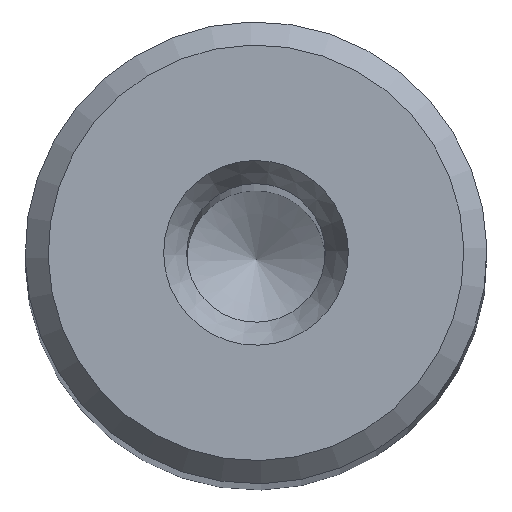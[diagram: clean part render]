
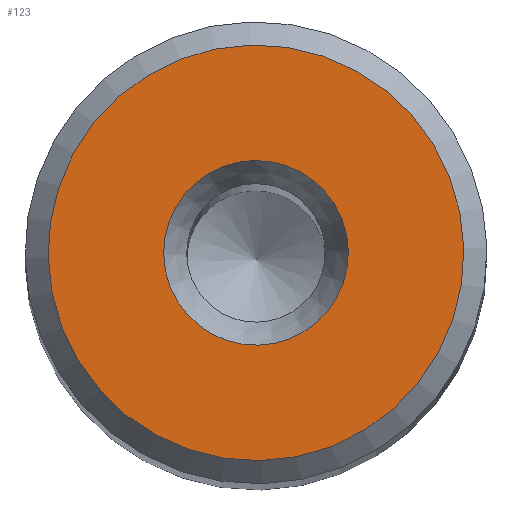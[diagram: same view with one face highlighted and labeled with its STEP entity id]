
A CAD part, top view. The second image highlights one B-rep face of the part: STEP entity #123.
In plain terms, the highlighted planar face has unit normal (0, 0, 1).
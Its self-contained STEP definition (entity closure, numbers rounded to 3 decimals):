
#100=PLANE('',#454);
#123=ADVANCED_FACE('',(#167,#168),#100,.T.);
#167=FACE_BOUND('',#230,.T.);
#168=FACE_BOUND('',#231,.T.);
#230=EDGE_LOOP('',(#292));
#231=EDGE_LOOP('',(#293));
#292=ORIENTED_EDGE('',*,*,#377,.T.);
#293=ORIENTED_EDGE('',*,*,#378,.T.);
#345=VERTEX_POINT('',#637);
#346=VERTEX_POINT('',#639);
#377=EDGE_CURVE('',#345,#345,#408,.T.);
#378=EDGE_CURVE('',#346,#346,#409,.T.);
#408=CIRCLE('',#452,3.999);
#409=CIRCLE('',#453,9.);
#452=AXIS2_PLACEMENT_3D('',#636,#525,#526);
#453=AXIS2_PLACEMENT_3D('',#638,#527,#528);
#454=AXIS2_PLACEMENT_3D('',#640,#529,#530);
#525=DIRECTION('',(0.,0.,-1.));
#526=DIRECTION('',(-0.626,-0.78,0.));
#527=DIRECTION('',(0.,0.,1.));
#528=DIRECTION('',(-0.626,-0.78,0.));
#529=DIRECTION('',(0.,0.,1.));
#530=DIRECTION('',(-0.626,-0.78,0.));
#636=CARTESIAN_POINT('',(0.,0.,155.));
#637=CARTESIAN_POINT('',(-2.501,-3.12,155.));
#638=CARTESIAN_POINT('',(0.,0.,155.));
#639=CARTESIAN_POINT('',(-5.63,-7.022,155.));
#640=CARTESIAN_POINT('',(0.,0.,155.));
